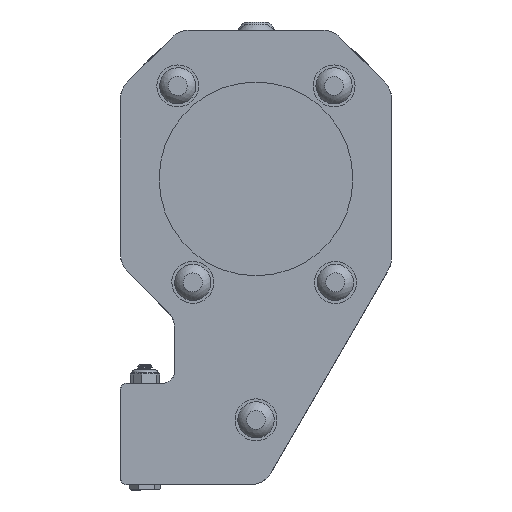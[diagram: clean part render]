
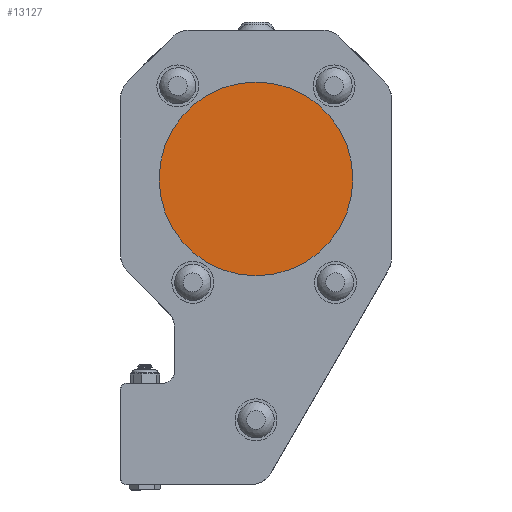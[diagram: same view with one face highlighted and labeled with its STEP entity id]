
A CAD part, left-side view. The second image highlights one B-rep face of the part: STEP entity #13127.
In plain terms, the highlighted planar face has unit normal (-1, 0, 0).
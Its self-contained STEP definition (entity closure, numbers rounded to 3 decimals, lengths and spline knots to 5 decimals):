
#2206=PLANE('',#14320);
#2841=FACE_OUTER_BOUND('',#3873,.T.);
#3873=EDGE_LOOP('',(#9791));
#5619=CIRCLE('',#14319,1.);
#6483=VERTEX_POINT('',#52733);
#7784=EDGE_CURVE('',#6483,#6483,#5619,.T.);
#9791=ORIENTED_EDGE('',*,*,#7784,.T.);
#13127=ADVANCED_FACE('',(#2841),#2206,.F.);
#14319=AXIS2_PLACEMENT_3D('',#52734,#16502,#16503);
#14320=AXIS2_PLACEMENT_3D('',#52735,#16504,#16505);
#16502=DIRECTION('center_axis',(-1.,0.,0.));
#16503=DIRECTION('ref_axis',(0.,1.,0.));
#16504=DIRECTION('center_axis',(1.,0.,0.));
#16505=DIRECTION('ref_axis',(0.,1.,0.));
#52733=CARTESIAN_POINT('',(-24.00923,-1.,0.));
#52734=CARTESIAN_POINT('Origin',(-24.00923,0.,
0.));
#52735=CARTESIAN_POINT('Origin',(-24.00923,0.,
0.));
